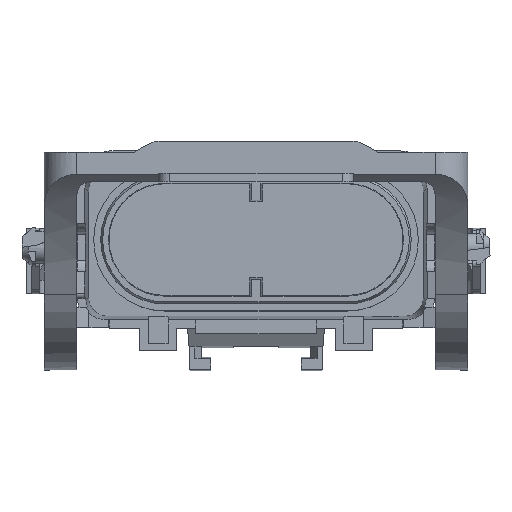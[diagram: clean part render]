
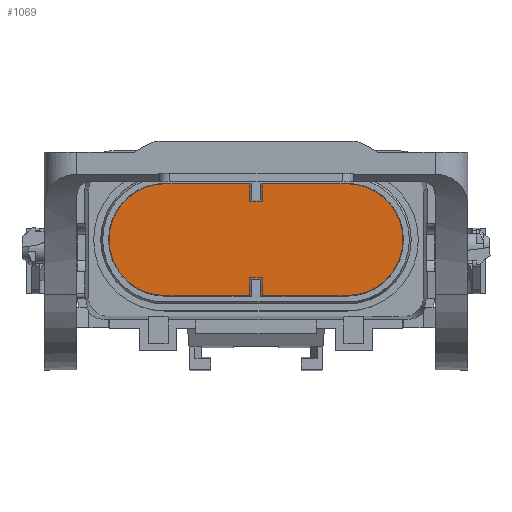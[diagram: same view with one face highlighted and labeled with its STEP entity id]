
A CAD part, top view. The second image highlights one B-rep face of the part: STEP entity #1069.
In plain terms, the highlighted planar face has unit normal (0, 0, 1).
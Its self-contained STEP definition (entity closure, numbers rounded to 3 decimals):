
#587=CIRCLE('',#11631,10.225);
#588=CIRCLE('',#11632,10.225);
#1069=ADVANCED_FACE('',(#1977),#1523,.T.);
#1523=PLANE('',#11633);
#1977=FACE_OUTER_BOUND('',#2554,.T.);
#2554=EDGE_LOOP('',(#4979,#4980,#4981,#4982,#4983,#4984,#4985,#4986,#4987,
#4988,#4989,#4990));
#4979=ORIENTED_EDGE('',*,*,#8274,.F.);
#4980=ORIENTED_EDGE('',*,*,#8275,.T.);
#4981=ORIENTED_EDGE('',*,*,#8276,.T.);
#4982=ORIENTED_EDGE('',*,*,#8277,.T.);
#4983=ORIENTED_EDGE('',*,*,#8278,.F.);
#4984=ORIENTED_EDGE('',*,*,#8279,.F.);
#4985=ORIENTED_EDGE('',*,*,#8280,.F.);
#4986=ORIENTED_EDGE('',*,*,#8281,.T.);
#4987=ORIENTED_EDGE('',*,*,#8282,.T.);
#4988=ORIENTED_EDGE('',*,*,#8283,.T.);
#4989=ORIENTED_EDGE('',*,*,#8284,.F.);
#4990=ORIENTED_EDGE('',*,*,#8285,.F.);
#6842=VERTEX_POINT('',#17511);
#6843=VERTEX_POINT('',#17512);
#6844=VERTEX_POINT('',#17514);
#6845=VERTEX_POINT('',#17516);
#6846=VERTEX_POINT('',#17518);
#6847=VERTEX_POINT('',#17520);
#6848=VERTEX_POINT('',#17522);
#6849=VERTEX_POINT('',#17524);
#6850=VERTEX_POINT('',#17526);
#6851=VERTEX_POINT('',#17528);
#6852=VERTEX_POINT('',#17530);
#6853=VERTEX_POINT('',#17532);
#8274=EDGE_CURVE('',#6842,#6843,#9602,.T.);
#8275=EDGE_CURVE('',#6842,#6844,#9603,.T.);
#8276=EDGE_CURVE('',#6844,#6845,#9604,.T.);
#8277=EDGE_CURVE('',#6845,#6846,#587,.T.);
#8278=EDGE_CURVE('',#6847,#6846,#9605,.T.);
#8279=EDGE_CURVE('',#6848,#6847,#9606,.T.);
#8280=EDGE_CURVE('',#6849,#6848,#9607,.T.);
#8281=EDGE_CURVE('',#6849,#6850,#9608,.T.);
#8282=EDGE_CURVE('',#6850,#6851,#9609,.T.);
#8283=EDGE_CURVE('',#6851,#6852,#588,.T.);
#8284=EDGE_CURVE('',#6853,#6852,#9610,.T.);
#8285=EDGE_CURVE('',#6843,#6853,#9611,.T.);
#9602=LINE('',#17510,#10712);
#9603=LINE('',#17513,#10713);
#9604=LINE('',#17515,#10714);
#9605=LINE('',#17519,#10715);
#9606=LINE('',#17521,#10716);
#9607=LINE('',#17523,#10717);
#9608=LINE('',#17525,#10718);
#9609=LINE('',#17527,#10719);
#9610=LINE('',#17531,#10720);
#9611=LINE('',#17533,#10721);
#10712=VECTOR('',#13963,1.);
#10713=VECTOR('',#13964,1.);
#10714=VECTOR('',#13965,1.);
#10715=VECTOR('',#13968,1.);
#10716=VECTOR('',#13969,1.);
#10717=VECTOR('',#13970,1.);
#10718=VECTOR('',#13971,1.);
#10719=VECTOR('',#13972,1.);
#10720=VECTOR('',#13975,1.);
#10721=VECTOR('',#13976,1.);
#11631=AXIS2_PLACEMENT_3D('',#17517,#13966,#13967);
#11632=AXIS2_PLACEMENT_3D('',#17529,#13973,#13974);
#11633=AXIS2_PLACEMENT_3D('',#17534,#13977,#13978);
#13963=DIRECTION('',(-1.,0.,0.));
#13964=DIRECTION('',(0.,-1.,0.));
#13965=DIRECTION('',(1.,0.,0.));
#13966=DIRECTION('',(0.,0.,1.));
#13967=DIRECTION('',(1.,0.,0.));
#13968=DIRECTION('',(1.,0.,0.));
#13969=DIRECTION('',(0.,1.,0.));
#13970=DIRECTION('',(1.,0.,0.));
#13971=DIRECTION('',(0.,1.,0.));
#13972=DIRECTION('',(-1.,0.,0.));
#13973=DIRECTION('',(0.,0.,1.));
#13974=DIRECTION('',(1.,0.,0.));
#13975=DIRECTION('',(-1.,0.,0.));
#13976=DIRECTION('',(0.,-1.,0.));
#13977=DIRECTION('',(0.,0.,1.));
#13978=DIRECTION('',(0.,-1.,0.));
#17510=CARTESIAN_POINT('',(1.118,-7.876,-11.417));
#17511=CARTESIAN_POINT('',(1.118,-7.876,-11.417));
#17512=CARTESIAN_POINT('',(-1.118,-7.876,-11.417));
#17513=CARTESIAN_POINT('',(1.118,10.764,-11.417));
#17514=CARTESIAN_POINT('',(1.118,-11.101,-11.417));
#17515=CARTESIAN_POINT('',(-39.98,-11.101,-11.417));
#17516=CARTESIAN_POINT('',(16.68,-11.101,-11.417));
#17517=CARTESIAN_POINT('',(16.68,-0.876,-11.417));
#17518=CARTESIAN_POINT('',(16.68,9.349,-11.417));
#17519=CARTESIAN_POINT('',(16.68,9.349,-11.417));
#17520=CARTESIAN_POINT('',(1.118,9.349,-11.417));
#17521=CARTESIAN_POINT('',(1.118,-10.299,-11.417));
#17522=CARTESIAN_POINT('',(1.118,6.124,-11.417));
#17523=CARTESIAN_POINT('',(-2.,6.124,-11.417));
#17524=CARTESIAN_POINT('',(-1.118,6.124,-11.417));
#17525=CARTESIAN_POINT('',(-1.118,10.764,-11.417));
#17526=CARTESIAN_POINT('',(-1.118,9.349,-11.417));
#17527=CARTESIAN_POINT('',(-39.98,9.349,-11.417));
#17528=CARTESIAN_POINT('',(-16.68,9.349,-11.417));
#17529=CARTESIAN_POINT('',(-16.68,-0.876,-11.417));
#17530=CARTESIAN_POINT('',(-16.68,-11.101,-11.417));
#17531=CARTESIAN_POINT('',(16.68,-11.101,-11.417));
#17532=CARTESIAN_POINT('',(-1.118,-11.101,-11.417));
#17533=CARTESIAN_POINT('',(-1.118,-10.299,-11.417));
#17534=CARTESIAN_POINT('',(16.68,-10.299,-11.417));
